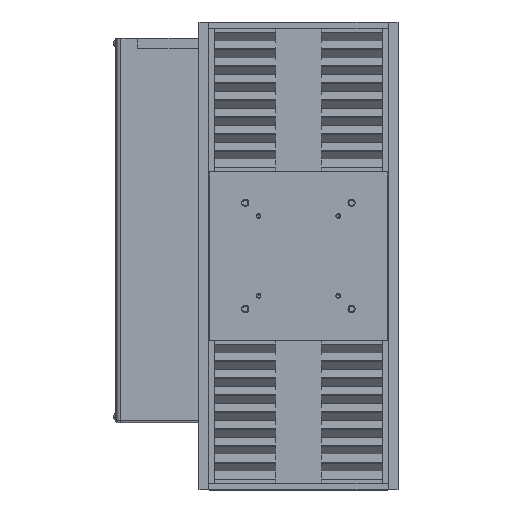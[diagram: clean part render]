
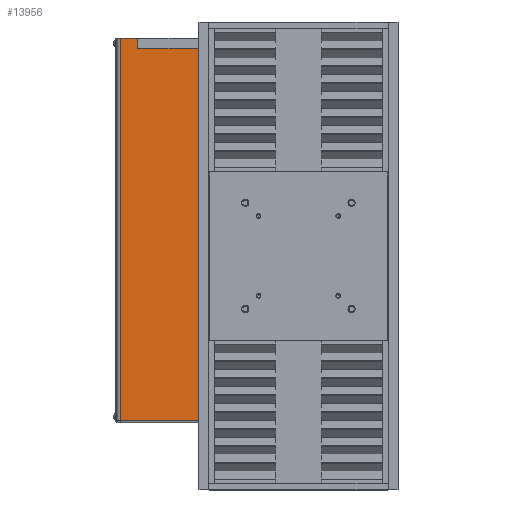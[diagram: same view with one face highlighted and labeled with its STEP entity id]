
A CAD part, top view. The second image highlights one B-rep face of the part: STEP entity #13956.
In plain terms, the highlighted planar face has unit normal (0, 0, 1).
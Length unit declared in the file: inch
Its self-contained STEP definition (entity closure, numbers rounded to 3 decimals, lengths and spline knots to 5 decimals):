
#448 = DIRECTION ( 'NONE',  ( 1., 0., 0. ) ) ;
#453 = CARTESIAN_POINT ( 'NONE',  ( -6.688, -15.0263, 1.86 ) ) ;
#463 = LINE ( 'NONE', #453, #6861 ) ;
#1526 = EDGE_CURVE ( 'NONE', #16788, #11455, #4357, .T. ) ;
#1881 = VECTOR ( 'NONE', #4600, 39.37008 ) ;
#2419 = CARTESIAN_POINT ( 'NONE',  ( -6.688, -15.0263, 1.86 ) ) ;
#2504 = VECTOR ( 'NONE', #14167, 39.37008 ) ;
#2886 = EDGE_CURVE ( 'NONE', #16788, #15271, #14708, .T. ) ;
#2925 = VERTEX_POINT ( 'NONE', #14493 ) ;
#3857 = DIRECTION ( 'NONE',  ( 0., -1., 0. ) ) ;
#3867 = CARTESIAN_POINT ( 'NONE',  ( -3.75, -2.5363, 1.86 ) ) ;
#3884 = LINE ( 'NONE', #3867, #13367 ) ;
#4217 = CARTESIAN_POINT ( 'NONE',  ( -6.0625, -0.9955, 1.86 ) ) ;
#4336 = DIRECTION ( 'NONE',  ( 1., 0., 0. ) ) ;
#4352 = CARTESIAN_POINT ( 'NONE',  ( -6.688, -0.9955, 1.86 ) ) ;
#4357 = LINE ( 'NONE', #4352, #9976 ) ;
#4483 = VECTOR ( 'NONE', #14684, 39.37008 ) ;
#4515 = DIRECTION ( 'NONE',  ( 1., 0., 0. ) ) ;
#4529 = CARTESIAN_POINT ( 'NONE',  ( -6.688, -0.6205, 1.86 ) ) ;
#4533 = LINE ( 'NONE', #4529, #9462 ) ;
#4600 = DIRECTION ( 'NONE',  ( 0., 1., 0. ) ) ;
#4610 = CARTESIAN_POINT ( 'NONE',  ( -3.7655, -2.5363, 1.86 ) ) ;
#4631 = LINE ( 'NONE', #4610, #1881 ) ;
#5178 = EDGE_CURVE ( 'NONE', #16203, #15271, #4533, .T. ) ;
#5730 = VERTEX_POINT ( 'NONE', #2419 ) ;
#6739 = CARTESIAN_POINT ( 'NONE',  ( -6.688, -0.6205, 1.86 ) ) ;
#6861 = VECTOR ( 'NONE', #448, 39.37008 ) ;
#7687 = VERTEX_POINT ( 'NONE', #11256 ) ;
#7950 = DIRECTION ( 'NONE',  ( 1., 0., 0. ) ) ;
#7967 = CARTESIAN_POINT ( 'NONE',  ( -6.688, -0.9763, 1.86 ) ) ;
#7971 = LINE ( 'NONE', #7967, #11441 ) ;
#8107 = ORIENTED_EDGE ( 'NONE', *, *, #1526, .F. ) ;
#8126 = ORIENTED_EDGE ( 'NONE', *, *, #2886, .T. ) ;
#8151 = ORIENTED_EDGE ( 'NONE', *, *, #5178, .F. ) ;
#8157 = ORIENTED_EDGE ( 'NONE', *, *, #10749, .F. ) ;
#8177 = ORIENTED_EDGE ( 'NONE', *, *, #9984, .T. ) ;
#8215 = ORIENTED_EDGE ( 'NONE', *, *, #9272, .F. ) ;
#8217 = ORIENTED_EDGE ( 'NONE', *, *, #12035, .F. ) ;
#8238 = ORIENTED_EDGE ( 'NONE', *, *, #12753, .F. ) ;
#9272 = EDGE_CURVE ( 'NONE', #7687, #11401, #3884, .T. ) ;
#9462 = VECTOR ( 'NONE', #4515, 39.37008 ) ;
#9976 = VECTOR ( 'NONE', #4336, 39.37008 ) ;
#9984 = EDGE_CURVE ( 'NONE', #5730, #11401, #463, .T. ) ;
#10178 = EDGE_LOOP ( 'NONE', ( #8107, #8126, #8151, #8157, #8177, #8215, #8217, #8238 ) ) ;
#10402 = CARTESIAN_POINT ( 'NONE',  ( -3.7655, -0.9955, 1.86 ) ) ;
#10645 = CARTESIAN_POINT ( 'NONE',  ( -6.0625, -0.6205, 1.86 ) ) ;
#10667 = CARTESIAN_POINT ( 'NONE',  ( -3.75, -15.0263, 1.86 ) ) ;
#10749 = EDGE_CURVE ( 'NONE', #5730, #16203, #14187, .T. ) ;
#11256 = CARTESIAN_POINT ( 'NONE',  ( -3.75, -0.9763, 1.86 ) ) ;
#11401 = VERTEX_POINT ( 'NONE', #10667 ) ;
#11441 = VECTOR ( 'NONE', #7950, 39.37008 ) ;
#11455 = VERTEX_POINT ( 'NONE', #10402 ) ;
#12035 = EDGE_CURVE ( 'NONE', #2925, #7687, #7971, .T. ) ;
#12753 = EDGE_CURVE ( 'NONE', #11455, #2925, #4631, .T. ) ;
#12847 = AXIS2_PLACEMENT_3D ( 'NONE', #16152, #16147, #16135 ) ;
#13367 = VECTOR ( 'NONE', #3857, 39.37008 ) ;
#13956 = ADVANCED_FACE ( 'NONE', ( #16174 ), #16158, .T. ) ;
#14167 = DIRECTION ( 'NONE',  ( 0., 1., 0. ) ) ;
#14169 = CARTESIAN_POINT ( 'NONE',  ( -6.688, -2.1805, 1.86 ) ) ;
#14187 = LINE ( 'NONE', #14169, #2504 ) ;
#14493 = CARTESIAN_POINT ( 'NONE',  ( -3.7655, -0.9763, 1.86 ) ) ;
#14684 = DIRECTION ( 'NONE',  ( 0., 1., 0. ) ) ;
#14687 = CARTESIAN_POINT ( 'NONE',  ( -6.0625, -0.6355, 1.86 ) ) ;
#14708 = LINE ( 'NONE', #14687, #4483 ) ;
#15271 = VERTEX_POINT ( 'NONE', #10645 ) ;
#16135 = DIRECTION ( 'NONE',  ( 1., 0., 0. ) ) ;
#16147 = DIRECTION ( 'NONE',  ( 0., 0., 1. ) ) ;
#16152 = CARTESIAN_POINT ( 'NONE',  ( -6.688, -2.1805, 1.86 ) ) ;
#16158 = PLANE ( 'NONE',  #12847 ) ;
#16174 = FACE_OUTER_BOUND ( 'NONE', #10178, .T. ) ;
#16203 = VERTEX_POINT ( 'NONE', #6739 ) ;
#16788 = VERTEX_POINT ( 'NONE', #4217 ) ;
